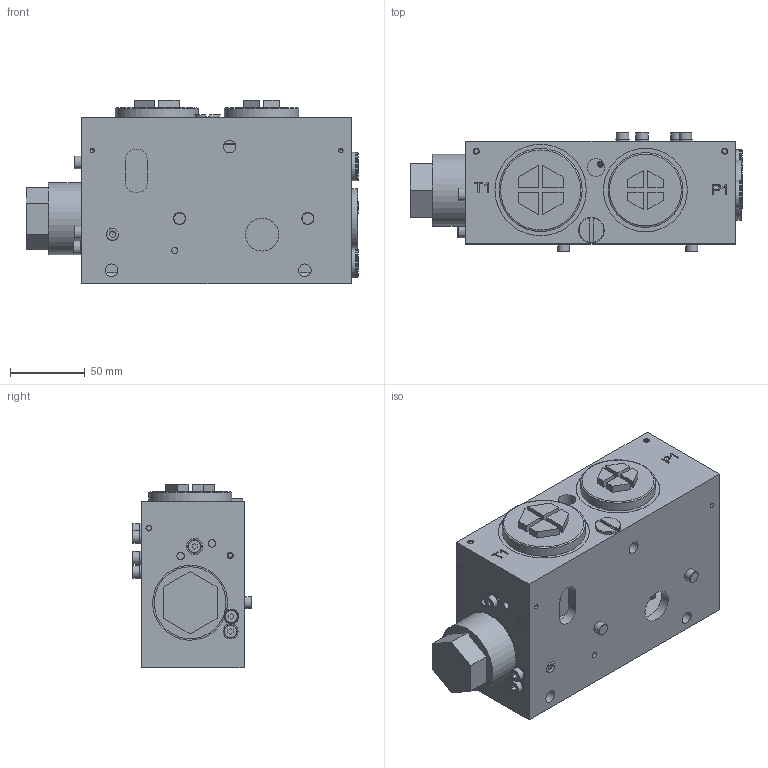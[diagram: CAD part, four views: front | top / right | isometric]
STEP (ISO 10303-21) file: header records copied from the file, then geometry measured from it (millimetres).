
FILE_DESCRIPTION(/* description */ ('Unknown'),/* implementation_level */ '2;1');
FILE_NAME(/* name */ '1435577_AP-2210-537U-H_ohne',/* time_stamp */ '2020-12-02T13:30:51+01:00',/* author */ ('Unknown'),/* organization */ ('Unknown'),/* preprocessor_version */ 'ST-DEVELOPER v16.7',/* originating_system */ 'DEX',/* authorisation */ $);
FILE_SCHEMA (('AUTOMOTIVE_DESIGN {1 0 10303 214 3 1 1}'));
Length unit declared in the file: millimetre
Products named in the file (31): 1435577_AP-2210-537U-H; AP-2210-U01-121-G_oa_0; WU-4604-040; WW-5440-004_oa_1; WW-5440-004_oa_2; WU-4604-040_oa_3; WV-7305-005_oa_4; WU-4208-012_oa_5; WU-4208-012_oa_6; WT-2600-516; XO-0008-042_oa_7; WS-0051-120_oa_8; XO-0008-048_oa_9; M; WU-4604-040_oa_10; WU-4604-040_oa_11; WT-2000-057; WU-1505-006; WS-0051-060_oa_12; AP-2210-001-018-A_oa_13; AP-2210-001-021_oa_14; AP-2210-001-020-A_oa_0_oa_15; WT-2604-124; AP-2210-001-019-D_oa_16; AP-1630-001-002; WT-2601-115; WT-4015-001; HR-0111-039_oa_17; HR-0111-037_oa_18; AP-1610-001-024-A_oa_19; AP-1610-001-002-A_oa_20
Assembly tree (51 placements, depth 2):
  1435577_AP-2210-537U-H
    AP-2210-U01-121-G_oa_0
    WU-4604-040  x10
    WW-5440-004_oa_1
    WW-5440-004_oa_2
    WU-4604-040_oa_3
    WV-7305-005_oa_4
    WU-4208-012_oa_5
    WU-4208-012_oa_6
    WT-2600-516
    XO-0008-042_oa_7
    WS-0051-120_oa_8
    XO-0008-048_oa_9
    M
    WU-4604-040_oa_10
    WU-4604-040_oa_11
    WT-2000-057  x7
    WU-1505-006  x7
    WS-0051-060_oa_12
    AP-2210-001-018-A_oa_13
    AP-2210-001-021_oa_14
    AP-2210-001-020-A_oa_0_oa_15
    WT-2604-124
    AP-2210-001-019-D_oa_16
    AP-1630-001-002
    WT-2601-115
    WT-4015-001
    HR-0111-039_oa_17
    HR-0111-037_oa_18
    AP-1610-001-024-A_oa_19
    AP-1610-001-002-A_oa_20
Bounding box: 221.75 x 79.5 x 122.5 mm (x, y, z)
Volume: 564005.6 mm3; surface area: 199170.5 mm2
Topology: 57 solids, 57 shells, 1239 faces, 2409 edges, 1636 vertices
Faces by surface type: plane 659, cylinder 452, cone 79, torus 28, bspline 21
Full cylindrical faces by diameter (mm): 2 x13, 3 x16, 3.75 x130, 4 x158, 4.134 x7, 4.917 x6, 5 x7, 5.7 x7, 7.7 x14, 7.8 x1, 8 x4, 8.376 x3, 8.5 x7, 9 x7, 10 x2, 10.95 x1, 11 x2, 11.445 x2, 11.835 x5, 12.38 x1, 13 x3, 13.917 x1, 15 x4, 17 x3, 18.8 x2, 19 x4, 22 x1, 25.5 x1, 26.5 x1, 30.291 x1
Entity records: 22856 total; most frequent: CARTESIAN_POINT 4981, DIRECTION 2826, ORIENTED_EDGE 2086, AXIS2_PLACEMENT_3D 1171, FACE_BOUND 1139, EDGE_LOOP 1124, EDGE_CURVE 1043, VERTEX_POINT 848
